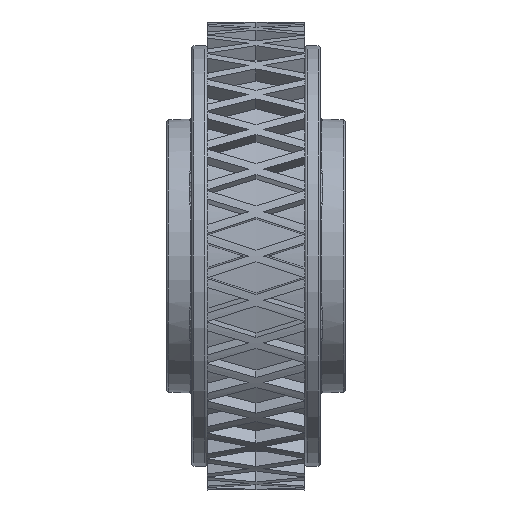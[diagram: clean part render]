
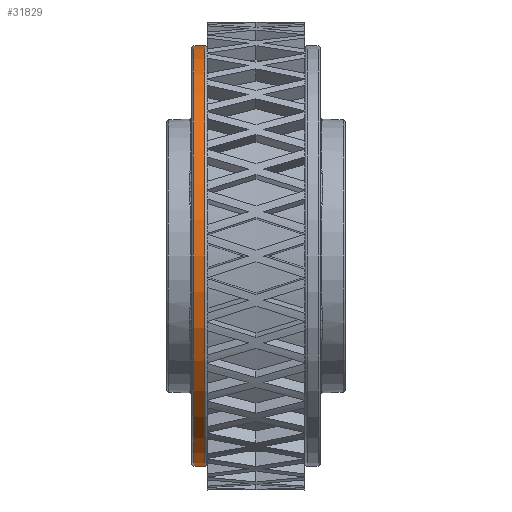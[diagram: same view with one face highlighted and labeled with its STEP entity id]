
A CAD part, front view. The second image highlights one B-rep face of the part: STEP entity #31829.
In plain terms, the highlighted cylindrical face has radius 49.022 mm (diameter 98.044 mm), a partial arc.
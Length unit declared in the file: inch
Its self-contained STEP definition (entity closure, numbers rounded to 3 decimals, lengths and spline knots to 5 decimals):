
#1070 = CARTESIAN_POINT ( 'NONE',  ( -2.3622, 0., 1.93 ) ) ;
#1111 = EDGE_CURVE ( 'NONE', #18459, #22138, #27080, .T. ) ;
#2348 = ORIENTED_EDGE ( 'NONE', *, *, #1111, .T. ) ;
#3098 = DIRECTION ( 'NONE',  ( -1., 0., 0. ) ) ;
#4350 = AXIS2_PLACEMENT_3D ( 'NONE', #26191, #3098, #28792 ) ;
#5443 = CIRCLE ( 'NONE', #4350, 1.93 ) ;
#5641 = EDGE_CURVE ( 'NONE', #6529, #18459, #5443, .T. ) ;
#5940 = AXIS2_PLACEMENT_3D ( 'NONE', #17455, #32783, #12123 ) ;
#6529 = VERTEX_POINT ( 'NONE', #30419 ) ;
#7725 = ORIENTED_EDGE ( 'NONE', *, *, #13772, .T. ) ;
#7930 = DIRECTION ( 'NONE',  ( 1., 0., 0. ) ) ;
#9199 = DIRECTION ( 'NONE',  ( -1., 0., 0. ) ) ;
#9720 = LINE ( 'NONE', #14514, #13367 ) ;
#10050 = DIRECTION ( 'NONE',  ( -1., 0., 0. ) ) ;
#12123 = DIRECTION ( 'NONE',  ( 0., 0., 1. ) ) ;
#13367 = VECTOR ( 'NONE', #10050, 39.37008 ) ;
#13772 = EDGE_CURVE ( 'NONE', #22138, #24156, #29734, .T. ) ;
#14514 = CARTESIAN_POINT ( 'NONE',  ( -2.3622, 0., -1.93 ) ) ;
#16205 = VECTOR ( 'NONE', #9199, 39.37008 ) ;
#17455 = CARTESIAN_POINT ( 'NONE',  ( -2.3622, 0., 0. ) ) ;
#18459 = VERTEX_POINT ( 'NONE', #25818 ) ;
#19360 = FACE_OUTER_BOUND ( 'NONE', #27090, .T. ) ;
#19942 = CARTESIAN_POINT ( 'NONE',  ( 0.25, 0., 1.93 ) ) ;
#22138 = VERTEX_POINT ( 'NONE', #19942 ) ;
#23460 = CARTESIAN_POINT ( 'NONE',  ( 0.25, 0., -1.93 ) ) ;
#23697 = AXIS2_PLACEMENT_3D ( 'NONE', #31526, #7930, #29113 ) ;
#24047 = EDGE_CURVE ( 'NONE', #6529, #24156, #9720, .T. ) ;
#24156 = VERTEX_POINT ( 'NONE', #23460 ) ;
#25818 = CARTESIAN_POINT ( 'NONE',  ( 0.35, 0., 1.93 ) ) ;
#26191 = CARTESIAN_POINT ( 'NONE',  ( 0.35, 0., 0. ) ) ;
#27080 = LINE ( 'NONE', #1070, #16205 ) ;
#27090 = EDGE_LOOP ( 'NONE', ( #31274, #33006, #2348, #7725 ) ) ;
#28792 = DIRECTION ( 'NONE',  ( 0., 0., 1. ) ) ;
#29113 = DIRECTION ( 'NONE',  ( 0., 0., -1. ) ) ;
#29734 = CIRCLE ( 'NONE', #23697, 1.93 ) ;
#30206 = CYLINDRICAL_SURFACE ( 'NONE', #5940, 1.93 ) ;
#30419 = CARTESIAN_POINT ( 'NONE',  ( 0.35, 0., -1.93 ) ) ;
#31274 = ORIENTED_EDGE ( 'NONE', *, *, #24047, .F. ) ;
#31526 = CARTESIAN_POINT ( 'NONE',  ( 0.25, 0., 0. ) ) ;
#31829 = ADVANCED_FACE ( 'NONE', ( #19360 ), #30206, .T. ) ;
#32783 = DIRECTION ( 'NONE',  ( -1., 0., 0. ) ) ;
#33006 = ORIENTED_EDGE ( 'NONE', *, *, #5641, .T. ) ;
